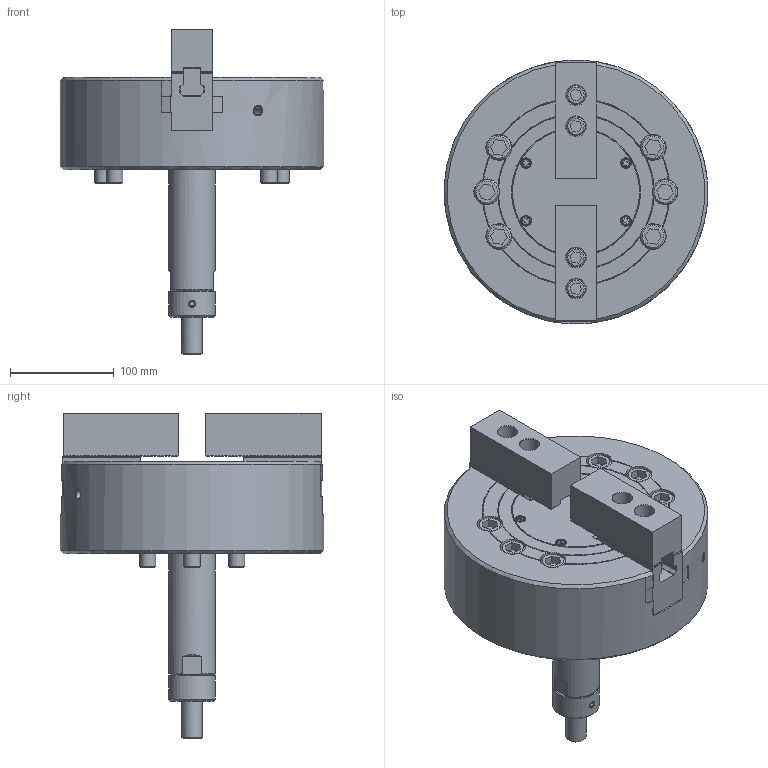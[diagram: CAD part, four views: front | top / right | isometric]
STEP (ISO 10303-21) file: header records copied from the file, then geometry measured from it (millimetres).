
FILE_DESCRIPTION(/* description */ ('Unknown'),/* implementation_level */ '2;1');
FILE_NAME(/* name */ 'NLT10_mid stroke solid',/* time_stamp */ '2018-01-11T09:56:44+00:00',/* author */ ('Unknown'),/* organization */ ('Unknown'),/* preprocessor_version */ 'ST-DEVELOPER v16.7',/* originating_system */ 'DEX',/* authorisation */ $);
FILE_SCHEMA (('AUTOMOTIVE_DESIGN {1 0 10303 214 3 1 1}'));
Products named in the file (1): Part3
Bounding box: 253.92 x 253.8 x 313.2 mm (x, y, z)
Volume: 4514475.2 mm3; surface area: 410614.4 mm2
Topology: 1 solids, 15 shells, 2810 faces, 9710 edges, 6168 vertices
Faces by surface type: plane 1976, cylinder 663, cone 158, torus 11, bspline 2
Full cylindrical faces by diameter (mm): 4 x4, 4.2 x5, 4.826 x4, 5 x1, 5.5 x4, 6.8 x5, 8.5 x6, 9.5 x4, 10.3 x4, 11.701 x4, 13 x4, 14 x2, 15.682 x6, 17 x8, 18 x4, 19 x4, 19.623 x2, 20 x1, 20.5 x1, 24 x6, 25 x8, 28 x1, 30 x1, 34 x1, 45 x2, 61 x1, 98 x1, 220 x1, 254 x1
Entity records: 103347 total; most frequent: CARTESIAN_POINT 19093, ORIENTED_EDGE 18830, DIRECTION 16513, EDGE_CURVE 9415, LINE 7661, VECTOR 7661, VERTEX_POINT 6088, AXIS2_PLACEMENT_3D 4426
